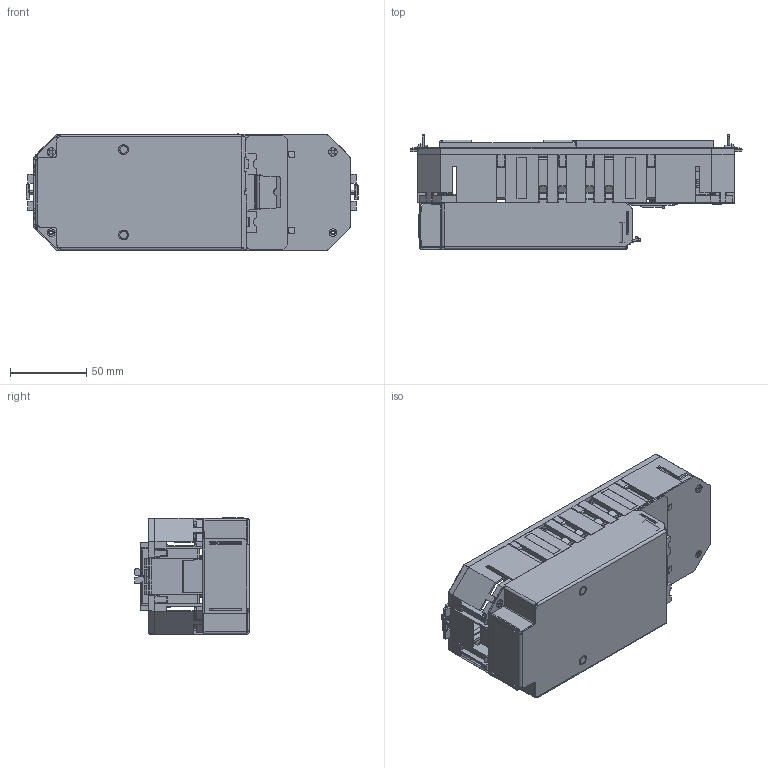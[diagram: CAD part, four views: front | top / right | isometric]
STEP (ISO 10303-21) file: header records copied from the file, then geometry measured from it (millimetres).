
FILE_DESCRIPTION (( 'STEP AP214' ), '1' );
FILE_NAME ('7404692_KSTP1.stp', '2025-10-02T12:13:42', ( '' ), ( '' ), 'SwSTEP 2.0', 'SolidWorks 2024', '' );
FILE_SCHEMA (( 'AUTOMOTIVE_DESIGN' ));
Length unit declared in the file: millimetre
Products named in the file (19): 044679_Standard; 121511; P_39408786_1_Standard; P_39440508_1_schwarz, 39440508; 7404692_KSTP1; 120699_Ein- und Ausgang GST 18; 077657_Standard; 43771C_Standard; 120702; 044406_Standard; 044047_Standard; 072941_Standard; 071656_Standard; 013303_Sechskantmutter mit Klemmteil DIN EN ISO 7040 - M5; 044040_Standard; 120696_Ein- und Ausgang GST18; 35104463_Standard; P_39440516_1_schwarz, Code 1; P_0000002521_1_Standard
Assembly tree (21 placements, depth 4):
  7404692_KSTP1
    044406_Standard
      044047_Standard
      077657_Standard
        044040_Standard
        044679_Standard  x2
    P_0000002521_1_Standard
    P_39440516_1_schwarz, Code 1
    071656_Standard
    072941_Standard
    120699_Ein- und Ausgang GST 18
      120696_Ein- und Ausgang GST18
      P_39408786_1_Standard  x2
      121511
    43771C_Standard
    35104463_Standard  x2
    P_39440508_1_schwarz, 39440508
    120702
    013303_Sechskantmutter mit Klemmteil DIN EN ISO 7040 - M5
Bounding box: 218 x 75.35 x 76.63 mm (x, y, z)
Volume: 174517.8 mm3; surface area: 227426.8 mm2
Topology: 18 solids, 18 shells, 7126 faces, 19198 edges, 11971 vertices
Faces by surface type: plane 4303, cylinder 1763, cone 453, bspline 413, sphere 145, torus 49
Entity records: 215793 total; most frequent: CARTESIAN_POINT 52871, ORIENTED_EDGE 36162, DIRECTION 31105, EDGE_CURVE 18081, LINE 13285, VECTOR 13285, VERTEX_POINT 11309, AXIS2_PLACEMENT_3D 8910
